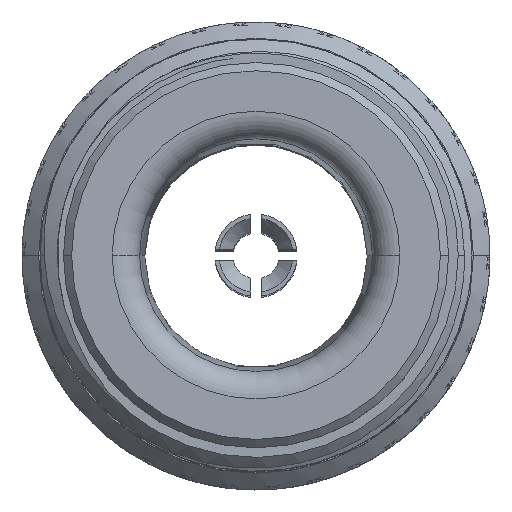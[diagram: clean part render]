
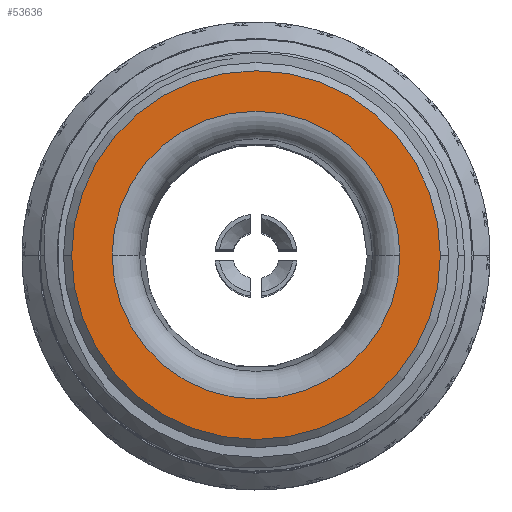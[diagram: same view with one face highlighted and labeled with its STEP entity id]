
A CAD part, top view. The second image highlights one B-rep face of the part: STEP entity #53636.
In plain terms, the highlighted planar face has unit normal (0, 0, 1).
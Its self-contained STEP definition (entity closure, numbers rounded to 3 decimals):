
#2828 = EDGE_LOOP ( 'NONE', ( #88238, #29226 ) ) ;
#3899 = AXIS2_PLACEMENT_3D ( 'NONE', #52208, #53255, #12064 ) ;
#4334 = ORIENTED_EDGE ( 'NONE', *, *, #73057, .T. ) ;
#7933 = DIRECTION ( 'NONE',  ( 0., 0., 1. ) ) ;
#9164 = CIRCLE ( 'NONE', #43867, 5.228 ) ;
#9532 = EDGE_CURVE ( 'NONE', #49109, #57308, #74615, .T. ) ;
#11856 = DIRECTION ( 'NONE',  ( 0., 0., -1. ) ) ;
#12064 = DIRECTION ( 'NONE',  ( 1., 0., 0. ) ) ;
#12551 = AXIS2_PLACEMENT_3D ( 'NONE', #15000, #7933, #48075 ) ;
#15000 = CARTESIAN_POINT ( 'NONE',  ( 0., 0., 36.9 ) ) ;
#16065 = CIRCLE ( 'NONE', #12551, 6.7 ) ;
#24626 = EDGE_CURVE ( 'NONE', #65367, #69861, #16065, .T. ) ;
#27911 = AXIS2_PLACEMENT_3D ( 'NONE', #53492, #85499, #77912 ) ;
#28518 = EDGE_CURVE ( 'NONE', #57308, #49109, #9164, .T. ) ;
#29226 = ORIENTED_EDGE ( 'NONE', *, *, #9532, .T. ) ;
#30686 = CARTESIAN_POINT ( 'NONE',  ( 0., 0., 36.9 ) ) ;
#32100 = AXIS2_PLACEMENT_3D ( 'NONE', #30686, #64231, #73979 ) ;
#42758 = ORIENTED_EDGE ( 'NONE', *, *, #24626, .T. ) ;
#43867 = AXIS2_PLACEMENT_3D ( 'NONE', #61168, #11856, #44982 ) ;
#44982 = DIRECTION ( 'NONE',  ( 1., 0., 0. ) ) ;
#48075 = DIRECTION ( 'NONE',  ( 1., 0., 0. ) ) ;
#49109 = VERTEX_POINT ( 'NONE', #53398 ) ;
#52208 = CARTESIAN_POINT ( 'NONE',  ( 0., 4.25, 36.9 ) ) ;
#53255 = DIRECTION ( 'NONE',  ( 0., 0., 1. ) ) ;
#53398 = CARTESIAN_POINT ( 'NONE',  ( -5.228, 0., 36.9 ) ) ;
#53492 = CARTESIAN_POINT ( 'NONE',  ( 0., 0., 36.9 ) ) ;
#53636 = ADVANCED_FACE ( 'NONE', ( #77668, #78749 ), #78203, .T. ) ;
#57308 = VERTEX_POINT ( 'NONE', #74286 ) ;
#59462 = EDGE_LOOP ( 'NONE', ( #42758, #4334 ) ) ;
#59650 = CIRCLE ( 'NONE', #32100, 6.7 ) ;
#61168 = CARTESIAN_POINT ( 'NONE',  ( 0., 0., 36.9 ) ) ;
#64231 = DIRECTION ( 'NONE',  ( 0., 0., 1. ) ) ;
#65367 = VERTEX_POINT ( 'NONE', #91799 ) ;
#69861 = VERTEX_POINT ( 'NONE', #98896 ) ;
#73057 = EDGE_CURVE ( 'NONE', #69861, #65367, #59650, .T. ) ;
#73979 = DIRECTION ( 'NONE',  ( 1., 0., 0. ) ) ;
#74286 = CARTESIAN_POINT ( 'NONE',  ( 5.228, 0., 36.9 ) ) ;
#74615 = CIRCLE ( 'NONE', #27911, 5.228 ) ;
#77668 = FACE_BOUND ( 'NONE', #2828, .T. ) ;
#77912 = DIRECTION ( 'NONE',  ( 1., 0., 0. ) ) ;
#78203 = PLANE ( 'NONE',  #3899 ) ;
#78749 = FACE_OUTER_BOUND ( 'NONE', #59462, .T. ) ;
#85499 = DIRECTION ( 'NONE',  ( 0., 0., -1. ) ) ;
#88238 = ORIENTED_EDGE ( 'NONE', *, *, #28518, .T. ) ;
#91799 = CARTESIAN_POINT ( 'NONE',  ( -6.7, 0., 36.9 ) ) ;
#98896 = CARTESIAN_POINT ( 'NONE',  ( 6.7, 0., 36.9 ) ) ;
